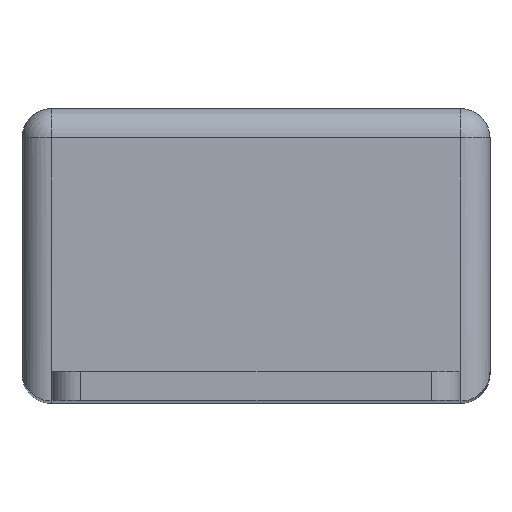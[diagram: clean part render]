
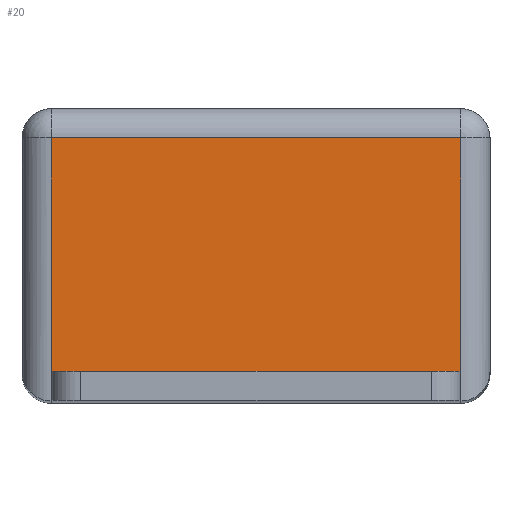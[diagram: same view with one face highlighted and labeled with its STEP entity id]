
A CAD part, top view. The second image highlights one B-rep face of the part: STEP entity #20.
In plain terms, the highlighted planar face has unit normal (0, 0, 1).
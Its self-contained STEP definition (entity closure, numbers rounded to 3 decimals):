
#20 = ADVANCED_FACE ( 'NONE', ( #292 ), #1183, .T. ) ;
#72 = LINE ( 'NONE', #2017, #2051 ) ;
#91 = VERTEX_POINT ( 'NONE', #963 ) ;
#122 = DIRECTION ( 'NONE',  ( 1., 0., 0. ) ) ;
#149 = CARTESIAN_POINT ( 'NONE',  ( 7., 4., 0. ) ) ;
#226 = CARTESIAN_POINT ( 'NONE',  ( -7., 4., 0. ) ) ;
#292 = FACE_OUTER_BOUND ( 'NONE', #1333, .T. ) ;
#472 = VECTOR ( 'NONE', #686, 1000. ) ;
#621 = DIRECTION ( 'NONE',  ( -1., 0., 0. ) ) ;
#686 = DIRECTION ( 'NONE',  ( 0., -1., 0. ) ) ;
#720 = EDGE_CURVE ( 'NONE', #91, #1785, #1464, .T. ) ;
#824 = EDGE_CURVE ( 'NONE', #1785, #995, #72, .T. ) ;
#963 = CARTESIAN_POINT ( 'NONE',  ( 7., -4., 0. ) ) ;
#995 = VERTEX_POINT ( 'NONE', #226 ) ;
#1142 = DIRECTION ( 'NONE',  ( 0., 0., 1. ) ) ;
#1183 = PLANE ( 'NONE',  #2340 ) ;
#1239 = VERTEX_POINT ( 'NONE', #1804 ) ;
#1269 = CARTESIAN_POINT ( 'NONE',  ( -7., 0., 0. ) ) ;
#1333 = EDGE_LOOP ( 'NONE', ( #1855, #1918, #2237, #2637 ) ) ;
#1360 = EDGE_CURVE ( 'NONE', #995, #1239, #2140, .T. ) ;
#1424 = DIRECTION ( 'NONE',  ( 0., 1., 0. ) ) ;
#1464 = LINE ( 'NONE', #2100, #1934 ) ;
#1506 = CARTESIAN_POINT ( 'NONE',  ( -7., -4., 0. ) ) ;
#1785 = VERTEX_POINT ( 'NONE', #149 ) ;
#1804 = CARTESIAN_POINT ( 'NONE',  ( -7., -4., 0. ) ) ;
#1825 = DIRECTION ( 'NONE',  ( -1., 0., 0. ) ) ;
#1855 = ORIENTED_EDGE ( 'NONE', *, *, #824, .T. ) ;
#1918 = ORIENTED_EDGE ( 'NONE', *, *, #1360, .T. ) ;
#1934 = VECTOR ( 'NONE', #1424, 1000. ) ;
#2017 = CARTESIAN_POINT ( 'NONE',  ( 0., 4., 0. ) ) ;
#2051 = VECTOR ( 'NONE', #1825, 1000. ) ;
#2100 = CARTESIAN_POINT ( 'NONE',  ( 7., 0., 0. ) ) ;
#2140 = LINE ( 'NONE', #1269, #472 ) ;
#2179 = CARTESIAN_POINT ( 'NONE',  ( 0., 0., 0. ) ) ;
#2237 = ORIENTED_EDGE ( 'NONE', *, *, #2592, .F. ) ;
#2313 = VECTOR ( 'NONE', #621, 1000. ) ;
#2340 = AXIS2_PLACEMENT_3D ( 'NONE', #2179, #1142, #122 ) ;
#2592 = EDGE_CURVE ( 'NONE', #91, #1239, #2748, .T. ) ;
#2637 = ORIENTED_EDGE ( 'NONE', *, *, #720, .T. ) ;
#2748 = LINE ( 'NONE', #1506, #2313 ) ;
